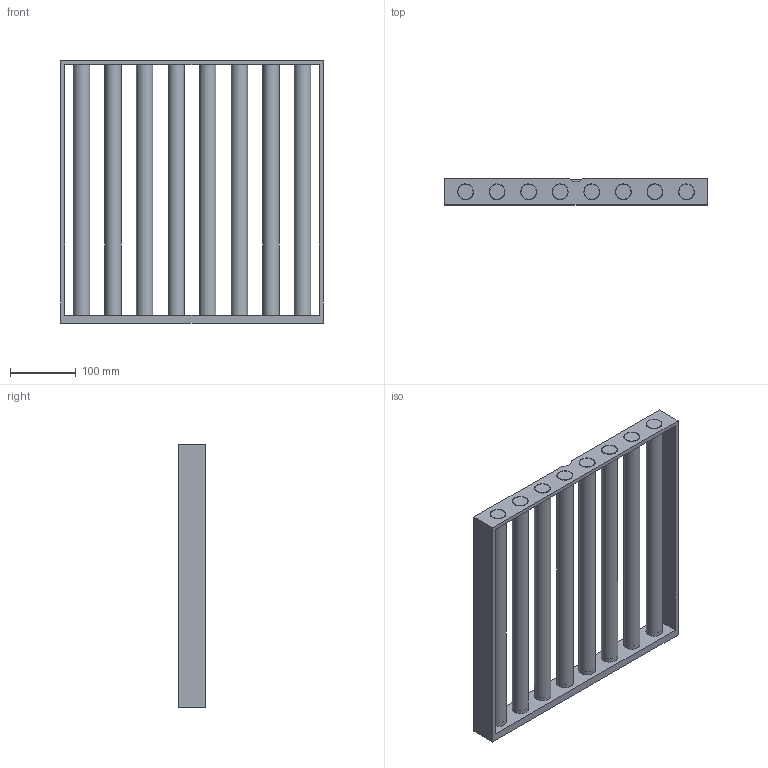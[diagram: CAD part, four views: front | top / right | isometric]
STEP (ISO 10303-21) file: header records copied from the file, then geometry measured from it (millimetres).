
FILE_DESCRIPTION((''),'2;1');
FILE_NAME('SEMR404038-C Customer.stp','2009-06-15T14:54:58',('rm'),(''),'Autodesk Inventor 2009','Autodesk Inventor 2009','');
FILE_SCHEMA(('AUTOMOTIVE_DESIGN { 1 0 10303 214 1 1 1 1 }'));
Length unit declared in the file: millimetre
Products named in the file (1): Part54
Bounding box: 399 x 40 x 399.4 mm (x, y, z)
Volume: 713823.4 mm3; surface area: 1069453.1 mm2
Topology: 1 solids, 25 shells, 365 faces, 701 edges, 457 vertices
Faces by surface type: plane 163, cylinder 82, cone 48, bspline 48, torus 24
Full cylindrical faces by diameter (mm): 8 x8, 12 x8, 14 x8, 17 x8, 22 x16, 23 x8, 24 x16, 25 x8
Entity records: 8979 total; most frequent: CARTESIAN_POINT 2050, DIRECTION 1396, ORIENTED_EDGE 936, EDGE_LOOP 654, AXIS2_PLACEMENT_3D 610, EDGE_CURVE 468, VERTEX_POINT 408, STYLED_ITEM 366
